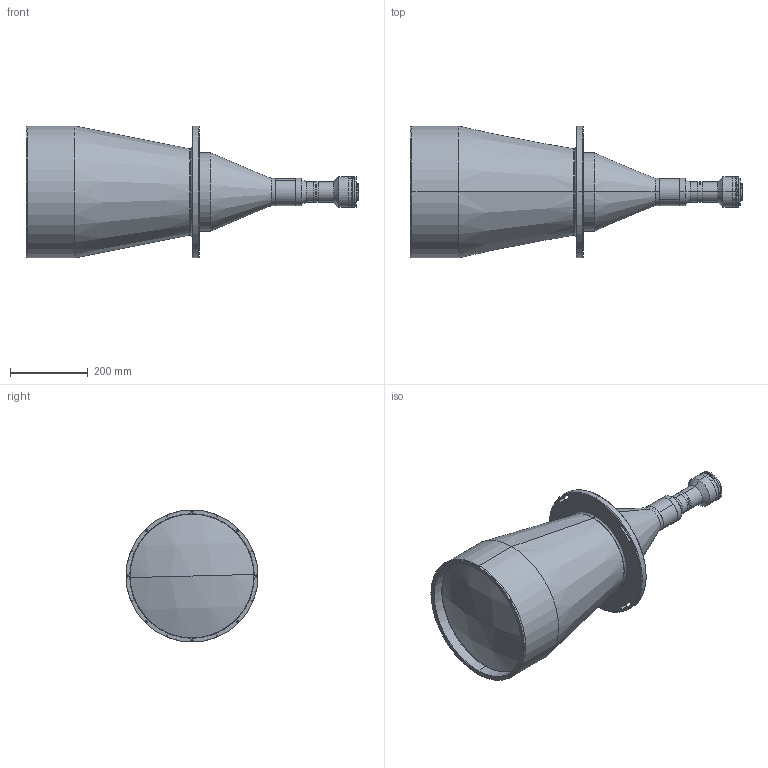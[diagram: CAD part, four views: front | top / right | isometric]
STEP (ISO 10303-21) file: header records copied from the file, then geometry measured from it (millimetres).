
FILE_DESCRIPTION (( 'STEP AP203' ), '1' );
FILE_NAME ('XF-PTL31035-F.STEP', '2019-07-20T08:04:12', ( 'puyufan' ), ( '' ), 'SwSTEP 2.0', 'SolidWorks 2014', '' );
FILE_SCHEMA (( 'CONFIG_CONTROL_DESIGN' ));
Length unit declared in the file: millimetre
Products named in the file (1): XF-PTL31035-F
Bounding box: 855.19 x 340 x 340 mm (x, y, z)
Surface area: 855999.1 mm2 (no closed solid volume)
Topology: 0 solids, 53 shells, 279 faces, 1283 edges, 1030 vertices
Faces by surface type: cylinder 143, plane 72, cone 36, torus 24, sphere 4
Entity records: 17506 total; most frequent: CARTESIAN_POINT 7127, DIRECTION 2193, ORIENTED_EDGE 1785, EDGE_CURVE 1275, VERTEX_POINT 1030, AXIS2_PLACEMENT_3D 852, CIRCLE 572, LINE 489
